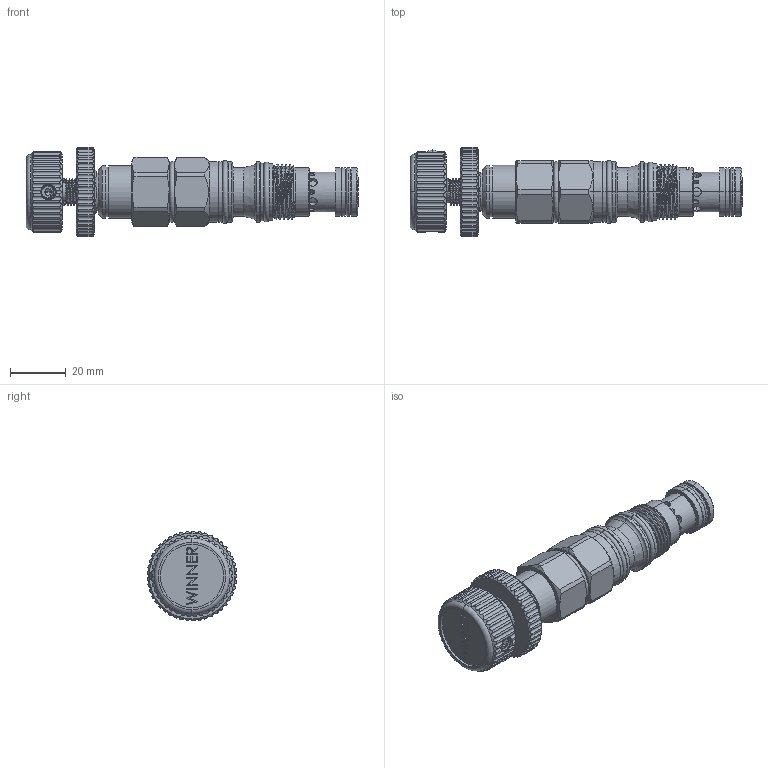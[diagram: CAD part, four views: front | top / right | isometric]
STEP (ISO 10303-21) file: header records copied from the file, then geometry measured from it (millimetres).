
FILE_DESCRIPTION (( 'STEP AP203' ), '1' );
FILE_NAME ('SC11A20-K.STEP', '2020-03-25T03:10:17', ( '' ), ( '' ), 'SwSTEP 2.0', 'SolidWorks 2018', '' );
FILE_SCHEMA (( 'CONFIG_CONTROL_DESIGN' ));
Length unit declared in the file: millimetre
Products named in the file (1): SC11A20-K
Bounding box: 118.91 x 32.18 x 32.2 mm (x, y, z)
Volume: 40870.7 mm3; surface area: 18923.9 mm2
Topology: 11 solids, 12 shells, 981 faces, 2612 edges, 1664 vertices
Faces by surface type: cylinder 480, plane 232, cone 105, torus 99, bspline 60, sphere 5
Entity records: 63790 total; most frequent: CARTESIAN_POINT 41053, ORIENTED_EDGE 5156, DIRECTION 4270, EDGE_CURVE 2578, AXIS2_PLACEMENT_3D 1685, VERTEX_POINT 1657, EDGE_LOOP 1041, ADVANCED_FACE 981
